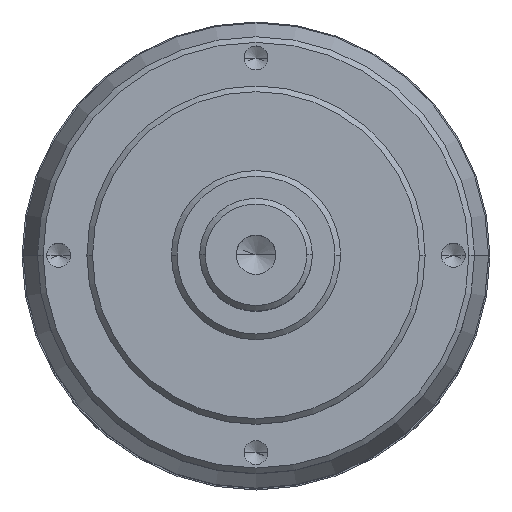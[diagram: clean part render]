
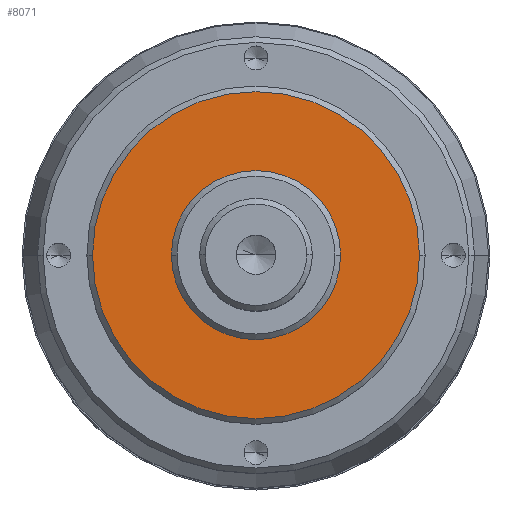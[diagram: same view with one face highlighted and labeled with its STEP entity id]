
A CAD part, top view. The second image highlights one B-rep face of the part: STEP entity #8071.
In plain terms, the highlighted planar face has unit normal (0, 0, 1).
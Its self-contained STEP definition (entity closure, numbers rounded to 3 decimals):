
#2781=CARTESIAN_POINT('',(0.,0.,167.));
#2782=DIRECTION('',(0.,0.,1.));
#2783=DIRECTION('',(1.,0.,0.));
#2784=AXIS2_PLACEMENT_3D('',#2781,#2782,#2783);
#2786=CARTESIAN_POINT('',(0.,0.,167.));
#2787=DIRECTION('',(0.,0.,1.));
#2788=DIRECTION('',(-1.,0.,0.));
#2789=AXIS2_PLACEMENT_3D('',#2786,#2787,#2788);
#2791=CARTESIAN_POINT('',(0.,0.,167.));
#2792=DIRECTION('',(0.,0.,-1.));
#2793=DIRECTION('',(1.,0.,0.));
#2794=AXIS2_PLACEMENT_3D('',#2791,#2792,#2793);
#2796=CARTESIAN_POINT('',(0.,0.,167.));
#2797=DIRECTION('',(0.,0.,-1.));
#2798=DIRECTION('',(-1.,0.,0.));
#2799=AXIS2_PLACEMENT_3D('',#2796,#2797,#2798);
#4173=CARTESIAN_POINT('',(58.,0.,167.));
#4174=VERTEX_POINT('',#4173);
#4175=CARTESIAN_POINT('',(-58.,0.,167.));
#4176=VERTEX_POINT('',#4175);
#4178=CARTESIAN_POINT('',(30.,0.,167.));
#4180=VERTEX_POINT('',#4178);
#4182=CARTESIAN_POINT('',(-30.,0.,167.));
#4184=VERTEX_POINT('',#4182);
#8056=CARTESIAN_POINT('',(0.,0.,167.));
#8057=DIRECTION('',(0.,0.,1.));
#8058=DIRECTION('',(1.,0.,0.));
#8059=AXIS2_PLACEMENT_3D('',#8056,#8057,#8058);
#8060=PLANE('',#8059);
#8061=ORIENTED_EDGE('',*,*,#8038,.F.);
#8062=ORIENTED_EDGE('',*,*,#8023,.F.);
#8063=EDGE_LOOP('',(#8061,#8062));
#8064=FACE_OUTER_BOUND('',#8063,.F.);
#8066=ORIENTED_EDGE('',*,*,#8065,.F.);
#8068=ORIENTED_EDGE('',*,*,#8067,.F.);
#8069=EDGE_LOOP('',(#8066,#8068));
#8070=FACE_BOUND('',#8069,.F.);
#8071=ADVANCED_FACE('',(#8064,#8070),#8060,.T.);
#2785=CIRCLE('',#2784,58.);
#2790=CIRCLE('',#2789,58.);
#2795=CIRCLE('',#2794,30.);
#2800=CIRCLE('',#2799,30.);
#8023=EDGE_CURVE('',#4176,#4174,#2790,.T.);
#8038=EDGE_CURVE('',#4174,#4176,#2785,.T.);
#8065=EDGE_CURVE('',#4180,#4184,#2795,.T.);
#8067=EDGE_CURVE('',#4184,#4180,#2800,.T.);
